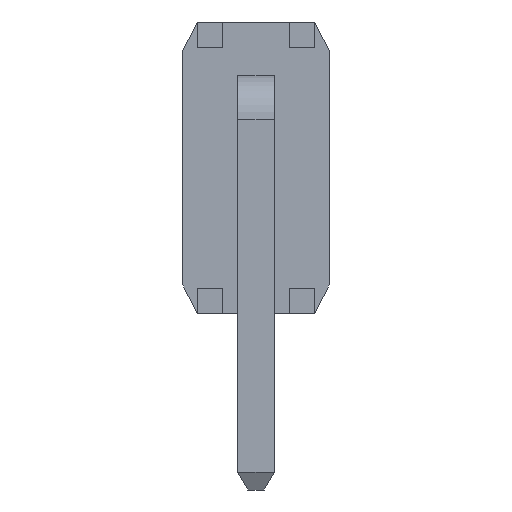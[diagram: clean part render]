
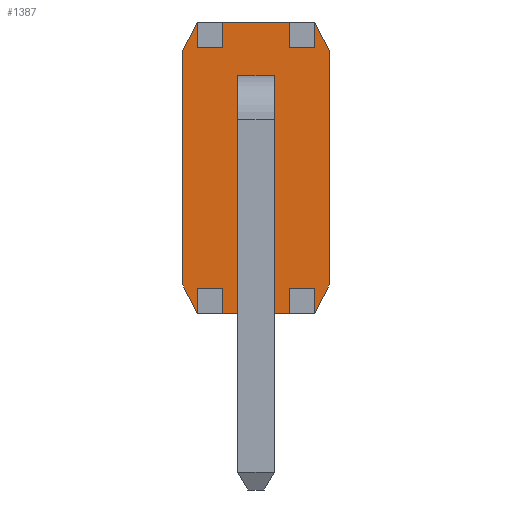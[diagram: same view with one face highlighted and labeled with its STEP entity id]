
A CAD part, front view. The second image highlights one B-rep face of the part: STEP entity #1387.
In plain terms, the highlighted planar face has unit normal (0, -1, 0).
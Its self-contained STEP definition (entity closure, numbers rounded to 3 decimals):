
#41=FACE_BOUND('',#138,.T.);
#42=FACE_BOUND('',#139,.T.);
#53=FACE_OUTER_BOUND('',#137,.T.);
#137=EDGE_LOOP('',(#959,#960,#961,#962,#963,#964,#965,#966,#967,#968,#969,
#970,#971,#972,#973,#974,#975,#976,#977,#978));
#138=EDGE_LOOP('',(#979,#980,#981,#982));
#139=EDGE_LOOP('',(#983,#984,#985,#986));
#211=LINE('',#1929,#399);
#215=LINE('',#1937,#403);
#218=LINE('',#1944,#406);
#234=LINE('',#1979,#422);
#242=LINE('',#1995,#430);
#257=LINE('',#2024,#445);
#258=LINE('',#2025,#446);
#259=LINE('',#2027,#447);
#260=LINE('',#2029,#448);
#261=LINE('',#2031,#449);
#262=LINE('',#2033,#450);
#263=LINE('',#2035,#451);
#264=LINE('',#2036,#452);
#265=LINE('',#2038,#453);
#266=LINE('',#2040,#454);
#267=LINE('',#2042,#455);
#268=LINE('',#2044,#456);
#269=LINE('',#2046,#457);
#270=LINE('',#2048,#458);
#271=LINE('',#2049,#459);
#272=LINE('',#2052,#460);
#273=LINE('',#2054,#461);
#274=LINE('',#2056,#462);
#275=LINE('',#2057,#463);
#276=LINE('',#2060,#464);
#277=LINE('',#2062,#465);
#278=LINE('',#2064,#466);
#279=LINE('',#2065,#467);
#399=VECTOR('',#1559,1000.);
#403=VECTOR('',#1565,1000.);
#406=VECTOR('',#1570,1000.);
#422=VECTOR('',#1594,1000.);
#430=VECTOR('',#1606,1000.);
#445=VECTOR('',#1625,1000.);
#446=VECTOR('',#1626,1000.);
#447=VECTOR('',#1627,1000.);
#448=VECTOR('',#1628,1000.);
#449=VECTOR('',#1629,1000.);
#450=VECTOR('',#1630,1000.);
#451=VECTOR('',#1631,1000.);
#452=VECTOR('',#1632,1000.);
#453=VECTOR('',#1633,1000.);
#454=VECTOR('',#1634,1000.);
#455=VECTOR('',#1635,1000.);
#456=VECTOR('',#1636,1000.);
#457=VECTOR('',#1637,1000.);
#458=VECTOR('',#1638,1000.);
#459=VECTOR('',#1639,1000.);
#460=VECTOR('',#1640,1000.);
#461=VECTOR('',#1641,1000.);
#462=VECTOR('',#1642,1000.);
#463=VECTOR('',#1643,1000.);
#464=VECTOR('',#1644,1000.);
#465=VECTOR('',#1645,1000.);
#466=VECTOR('',#1646,1000.);
#467=VECTOR('',#1647,1000.);
#587=VERTEX_POINT('',#1927);
#588=VERTEX_POINT('',#1928);
#591=VERTEX_POINT('',#1936);
#593=VERTEX_POINT('',#1942);
#594=VERTEX_POINT('',#1943);
#609=VERTEX_POINT('',#1978);
#614=VERTEX_POINT('',#1992);
#615=VERTEX_POINT('',#1994);
#627=VERTEX_POINT('',#2023);
#628=VERTEX_POINT('',#2026);
#629=VERTEX_POINT('',#2028);
#630=VERTEX_POINT('',#2030);
#631=VERTEX_POINT('',#2032);
#632=VERTEX_POINT('',#2034);
#633=VERTEX_POINT('',#2037);
#634=VERTEX_POINT('',#2039);
#635=VERTEX_POINT('',#2041);
#636=VERTEX_POINT('',#2043);
#637=VERTEX_POINT('',#2045);
#638=VERTEX_POINT('',#2047);
#639=VERTEX_POINT('',#2050);
#640=VERTEX_POINT('',#2051);
#641=VERTEX_POINT('',#2053);
#642=VERTEX_POINT('',#2055);
#643=VERTEX_POINT('',#2058);
#644=VERTEX_POINT('',#2059);
#645=VERTEX_POINT('',#2061);
#646=VERTEX_POINT('',#2063);
#711=EDGE_CURVE('',#587,#588,#211,.T.);
#715=EDGE_CURVE('',#591,#587,#215,.T.);
#718=EDGE_CURVE('',#593,#594,#218,.T.);
#734=EDGE_CURVE('',#591,#609,#234,.T.);
#742=EDGE_CURVE('',#614,#615,#242,.T.);
#757=EDGE_CURVE('',#627,#609,#257,.T.);
#758=EDGE_CURVE('',#588,#615,#258,.T.);
#759=EDGE_CURVE('',#628,#614,#259,.T.);
#760=EDGE_CURVE('',#628,#629,#260,.T.);
#761=EDGE_CURVE('',#629,#630,#261,.T.);
#762=EDGE_CURVE('',#631,#630,#262,.T.);
#763=EDGE_CURVE('',#632,#631,#263,.T.);
#764=EDGE_CURVE('',#632,#593,#264,.T.);
#765=EDGE_CURVE('',#594,#633,#265,.T.);
#766=EDGE_CURVE('',#633,#634,#266,.T.);
#767=EDGE_CURVE('',#634,#635,#267,.T.);
#768=EDGE_CURVE('',#635,#636,#268,.T.);
#769=EDGE_CURVE('',#637,#636,#269,.T.);
#770=EDGE_CURVE('',#637,#638,#270,.T.);
#771=EDGE_CURVE('',#638,#627,#271,.T.);
#772=EDGE_CURVE('',#639,#640,#272,.T.);
#773=EDGE_CURVE('',#641,#639,#273,.T.);
#774=EDGE_CURVE('',#642,#641,#274,.T.);
#775=EDGE_CURVE('',#640,#642,#275,.T.);
#776=EDGE_CURVE('',#643,#644,#276,.T.);
#777=EDGE_CURVE('',#645,#643,#277,.T.);
#778=EDGE_CURVE('',#646,#645,#278,.T.);
#779=EDGE_CURVE('',#644,#646,#279,.T.);
#959=ORIENTED_EDGE('',*,*,#757,.T.);
#960=ORIENTED_EDGE('',*,*,#734,.F.);
#961=ORIENTED_EDGE('',*,*,#715,.T.);
#962=ORIENTED_EDGE('',*,*,#711,.T.);
#963=ORIENTED_EDGE('',*,*,#758,.T.);
#964=ORIENTED_EDGE('',*,*,#742,.F.);
#965=ORIENTED_EDGE('',*,*,#759,.F.);
#966=ORIENTED_EDGE('',*,*,#760,.T.);
#967=ORIENTED_EDGE('',*,*,#761,.T.);
#968=ORIENTED_EDGE('',*,*,#762,.F.);
#969=ORIENTED_EDGE('',*,*,#763,.F.);
#970=ORIENTED_EDGE('',*,*,#764,.T.);
#971=ORIENTED_EDGE('',*,*,#718,.T.);
#972=ORIENTED_EDGE('',*,*,#765,.T.);
#973=ORIENTED_EDGE('',*,*,#766,.T.);
#974=ORIENTED_EDGE('',*,*,#767,.T.);
#975=ORIENTED_EDGE('',*,*,#768,.T.);
#976=ORIENTED_EDGE('',*,*,#769,.F.);
#977=ORIENTED_EDGE('',*,*,#770,.T.);
#978=ORIENTED_EDGE('',*,*,#771,.T.);
#979=ORIENTED_EDGE('',*,*,#772,.F.);
#980=ORIENTED_EDGE('',*,*,#773,.F.);
#981=ORIENTED_EDGE('',*,*,#774,.F.);
#982=ORIENTED_EDGE('',*,*,#775,.F.);
#983=ORIENTED_EDGE('',*,*,#776,.F.);
#984=ORIENTED_EDGE('',*,*,#777,.F.);
#985=ORIENTED_EDGE('',*,*,#778,.F.);
#986=ORIENTED_EDGE('',*,*,#779,.F.);
#1309=PLANE('',#1475);
#1387=ADVANCED_FACE('',(#53,#41,#42),#1309,.T.);
#1475=AXIS2_PLACEMENT_3D('',#2022,#1623,#1624);
#1559=DIRECTION('',(0.,0.,1.));
#1565=DIRECTION('',(0.447,0.,0.894));
#1570=DIRECTION('',(-0.447,0.,-0.894));
#1594=DIRECTION('',(0.,0.,1.));
#1606=DIRECTION('',(0.,0.,1.));
#1623=DIRECTION('center_axis',(0.,-1.,0.));
#1624=DIRECTION('ref_axis',(0.,0.,1.));
#1625=DIRECTION('',(1.,0.,0.));
#1626=DIRECTION('',(-0.447,0.,0.894));
#1627=DIRECTION('',(1.,0.,0.));
#1628=DIRECTION('',(0.,0.,1.));
#1629=DIRECTION('',(-1.,0.,0.));
#1630=DIRECTION('',(0.,0.,1.));
#1631=DIRECTION('',(1.,0.,0.));
#1632=DIRECTION('',(0.,0.,1.));
#1633=DIRECTION('',(0.,0.,-1.));
#1634=DIRECTION('',(0.447,0.,-0.894));
#1635=DIRECTION('',(0.,0.,1.));
#1636=DIRECTION('',(1.,0.,0.));
#1637=DIRECTION('',(0.,0.,1.));
#1638=DIRECTION('',(1.,0.,0.));
#1639=DIRECTION('',(0.,0.,1.));
#1640=DIRECTION('',(0.,0.,1.));
#1641=DIRECTION('',(1.,0.,0.));
#1642=DIRECTION('',(0.,0.,-1.));
#1643=DIRECTION('',(-1.,0.,0.));
#1644=DIRECTION('',(0.,0.,1.));
#1645=DIRECTION('',(1.,0.,0.));
#1646=DIRECTION('',(0.,0.,-1.));
#1647=DIRECTION('',(-1.,0.,0.));
#1927=CARTESIAN_POINT('',(1.27,3.175,0.508));
#1928=CARTESIAN_POINT('',(1.27,3.175,4.521));
#1929=CARTESIAN_POINT('',(1.27,3.175,4.521));
#1936=CARTESIAN_POINT('',(1.016,3.175,0.));
#1937=CARTESIAN_POINT('',(1.27,3.175,0.508));
#1942=CARTESIAN_POINT('',(-1.016,3.175,5.029));
#1943=CARTESIAN_POINT('',(-1.27,3.175,4.521));
#1944=CARTESIAN_POINT('',(-1.27,3.175,4.521));
#1978=CARTESIAN_POINT('',(1.016,3.175,0.432));
#1979=CARTESIAN_POINT('',(1.016,3.175,-2.515));
#1992=CARTESIAN_POINT('',(1.016,3.175,4.597));
#1994=CARTESIAN_POINT('',(1.016,3.175,5.029));
#1995=CARTESIAN_POINT('',(1.016,3.175,-2.515));
#2022=CARTESIAN_POINT('Origin',(1.016,3.175,-2.515));
#2023=CARTESIAN_POINT('',(0.584,3.175,0.432));
#2024=CARTESIAN_POINT('',(-2.54,3.175,0.432));
#2025=CARTESIAN_POINT('',(1.016,3.175,5.029));
#2026=CARTESIAN_POINT('',(0.584,3.175,4.597));
#2027=CARTESIAN_POINT('',(-2.54,3.175,4.597));
#2028=CARTESIAN_POINT('',(0.584,3.175,5.029));
#2029=CARTESIAN_POINT('',(0.584,3.175,-2.515));
#2030=CARTESIAN_POINT('',(-0.584,3.175,5.029));
#2031=CARTESIAN_POINT('',(-1.016,3.175,5.029));
#2032=CARTESIAN_POINT('',(-0.584,3.175,4.597));
#2033=CARTESIAN_POINT('',(-0.584,3.175,-2.515));
#2034=CARTESIAN_POINT('',(-1.016,3.175,4.597));
#2035=CARTESIAN_POINT('',(-2.54,3.175,4.597));
#2036=CARTESIAN_POINT('',(-1.016,3.175,-2.515));
#2037=CARTESIAN_POINT('',(-1.27,3.175,0.508));
#2038=CARTESIAN_POINT('',(-1.27,3.175,0.508));
#2039=CARTESIAN_POINT('',(-1.016,3.175,0.));
#2040=CARTESIAN_POINT('',(-1.016,3.175,0.));
#2041=CARTESIAN_POINT('',(-1.016,3.175,0.432));
#2042=CARTESIAN_POINT('',(-1.016,3.175,-2.515));
#2043=CARTESIAN_POINT('',(-0.584,3.175,0.432));
#2044=CARTESIAN_POINT('',(-2.54,3.175,0.432));
#2045=CARTESIAN_POINT('',(-0.584,3.175,0.));
#2046=CARTESIAN_POINT('',(-0.584,3.175,-2.515));
#2047=CARTESIAN_POINT('',(0.584,3.175,0.));
#2048=CARTESIAN_POINT('',(1.016,3.175,0.));
#2049=CARTESIAN_POINT('',(0.584,3.175,-2.515));
#2050=CARTESIAN_POINT('',(0.318,3.175,0.927));
#2051=CARTESIAN_POINT('',(0.318,3.175,1.562));
#2052=CARTESIAN_POINT('',(0.318,3.175,1.562));
#2053=CARTESIAN_POINT('',(-0.318,3.175,0.927));
#2054=CARTESIAN_POINT('',(0.318,3.175,0.927));
#2055=CARTESIAN_POINT('',(-0.318,3.175,1.562));
#2056=CARTESIAN_POINT('',(-0.318,3.175,0.927));
#2057=CARTESIAN_POINT('',(-0.318,3.175,1.562));
#2058=CARTESIAN_POINT('',(0.318,3.175,3.467));
#2059=CARTESIAN_POINT('',(0.318,3.175,4.102));
#2060=CARTESIAN_POINT('',(0.318,3.175,4.102));
#2061=CARTESIAN_POINT('',(-0.318,3.175,3.467));
#2062=CARTESIAN_POINT('',(0.318,3.175,3.467));
#2063=CARTESIAN_POINT('',(-0.318,3.175,4.102));
#2064=CARTESIAN_POINT('',(-0.318,3.175,3.467));
#2065=CARTESIAN_POINT('',(-0.318,3.175,4.102));
